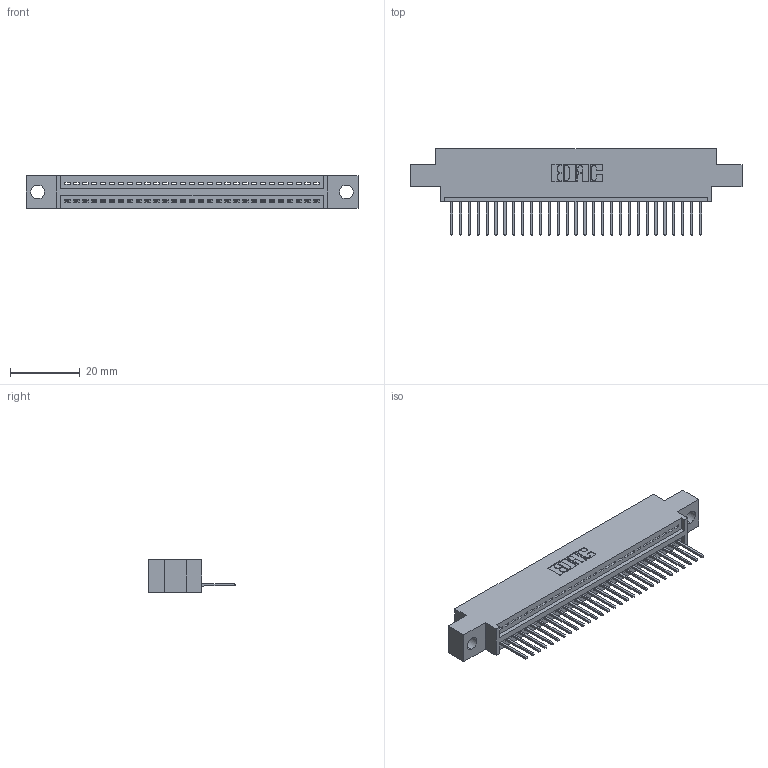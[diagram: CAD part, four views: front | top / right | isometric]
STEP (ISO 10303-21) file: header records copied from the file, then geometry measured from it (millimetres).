
FILE_DESCRIPTION (( 'STEP AP203' ), '1' );
FILE_NAME ('345-029-523-604.STEP', '2021-05-26T14:36:34', ( '' ), ( '' ), 'SwSTEP 2.0', 'SolidWorks 2020', '' );
FILE_SCHEMA (( 'CONFIG_CONTROL_DESIGN' ));
Length unit declared in the file: inch
Products named in the file (3): 345-292-001_345-293-123; 345-029-523-604; 345 Part_0.170 Offset - 0.156 Dia-TI
Assembly tree (30 placements, depth 2):
  345-029-523-604
    345 Part_0.170 Offset - 0.156 Dia-TI
    345-292-001_345-293-123  x29
Bounding box: 94.87 x 24.82 x 9.4 mm (x, y, z)
Volume: 8673.7 mm3; surface area: 11350.5 mm2
Topology: 30 solids, 30 shells, 1826 faces, 5493 edges, 3622 vertices
Faces by surface type: plane 1258, cylinder 568
Entity records: 24145 total; most frequent: CARTESIAN_POINT 4193, ORIENTED_EDGE 4154, DIRECTION 3679, EDGE_CURVE 2077, VECTOR 1829, LINE 1829, VERTEX_POINT 1382, AXIS2_PLACEMENT_3D 925
